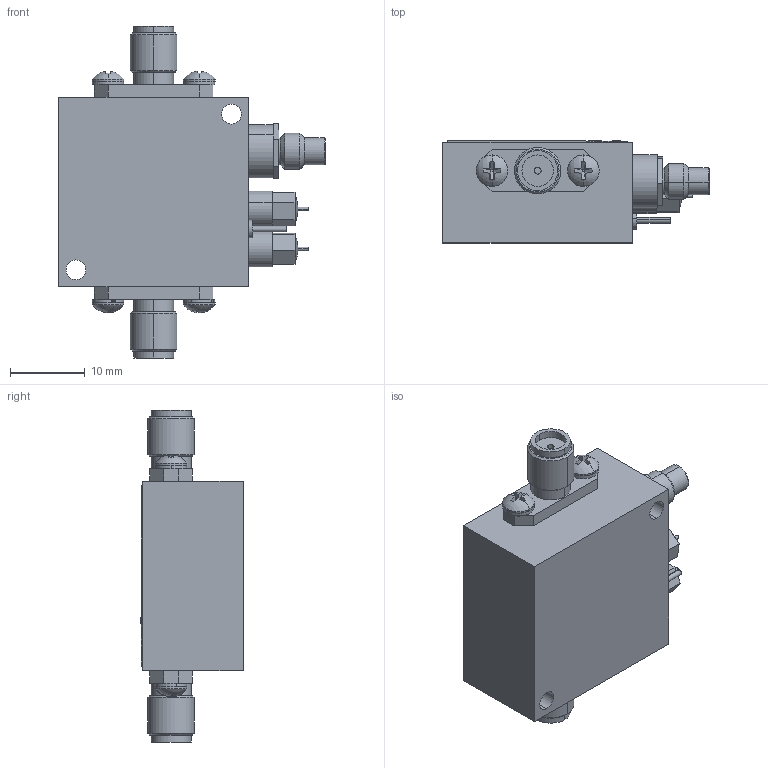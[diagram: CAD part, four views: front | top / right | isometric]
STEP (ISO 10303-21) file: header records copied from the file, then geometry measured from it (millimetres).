
FILE_DESCRIPTION (( 'STEP AP214' ), '1' );
FILE_NAME ('3D F192A.STEP', '2025-09-08T06:15:28', ( '' ), ( '' ), 'SwSTEP 2.0', 'SolidWorks 2024', '' );
FILE_SCHEMA (( 'AUTOMOTIVE_DESIGN' ));
Length unit declared in the file: millimetre
Products named in the file (3): 3D F192A; Copy of 234434901^3D F192A; Copy of Copy of 1356901^3D F192A
Assembly tree (2 placements, depth 2):
  3D F192A
    Copy of Copy of 1356901^3D F192A
    Copy of 234434901^3D F192A
Bounding box: 35.66 x 13.69 x 44.45 mm (x, y, z)
Volume: 9931.1 mm3; surface area: 6135.4 mm2
Topology: 19 solids, 19 shells, 1682 faces, 4391 edges, 2912 vertices
Faces by surface type: plane 1001, bspline 462, cylinder 181, cone 18, torus 12, sphere 8
Entity records: 63977 total; most frequent: CARTESIAN_POINT 25082, ORIENTED_EDGE 8778, DIRECTION 6364, EDGE_CURVE 4389, LINE 2964, VECTOR 2964, VERTEX_POINT 2912, EDGE_LOOP 1867
